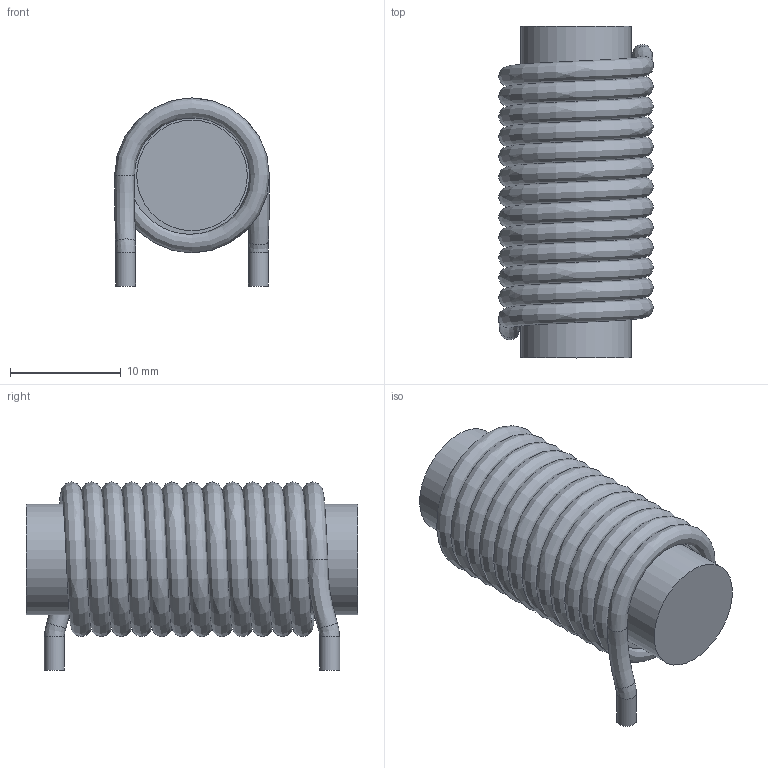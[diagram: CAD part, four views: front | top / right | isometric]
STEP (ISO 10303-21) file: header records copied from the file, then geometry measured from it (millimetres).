
FILE_DESCRIPTION(/* description */ (''),/* implementation_level */ '2;1');
FILE_NAME(/* name */ '7847132060',/* time_stamp */ '2018-08-28T15:05:44+02:00',/* author */ ('WJ'),/* organization */ ('WÃ¼rth Elektronik eiSos GmbH & Co. KG'),/* preprocessor_version */ 'ST-DEVELOPER v16.7',/* originating_system */ 'DEX',/* authorisation */ $);
FILE_SCHEMA (('AUTOMOTIVE_DESIGN {1 0 10303 214 3 1 1}'));
Length unit declared in the file: millimetre
Products named in the file (4): 7847132060; core; coil; glue
Assembly tree (3 placements, depth 2):
  7847132060
    core
    coil
    glue
Bounding box: 14 x 30 x 17 mm (x, y, z)
Volume: 3864.1 mm3; surface area: 5650.7 mm2
Topology: 3 solids, 3 shells, 17 faces, 30 edges, 19 vertices
Faces by surface type: plane 6, bspline 6, cylinder 5
Full cylindrical faces by diameter (mm): 1.8 x2, 10 x2
Entity records: 3252 total; most frequent: CARTESIAN_POINT 2789, DIRECTION 58, ORIENTED_EDGE 40, EDGE_LOOP 32, FACE_BOUND 32, AXIS2_PLACEMENT_3D 29, EDGE_CURVE 20, VERTEX_POINT 18
